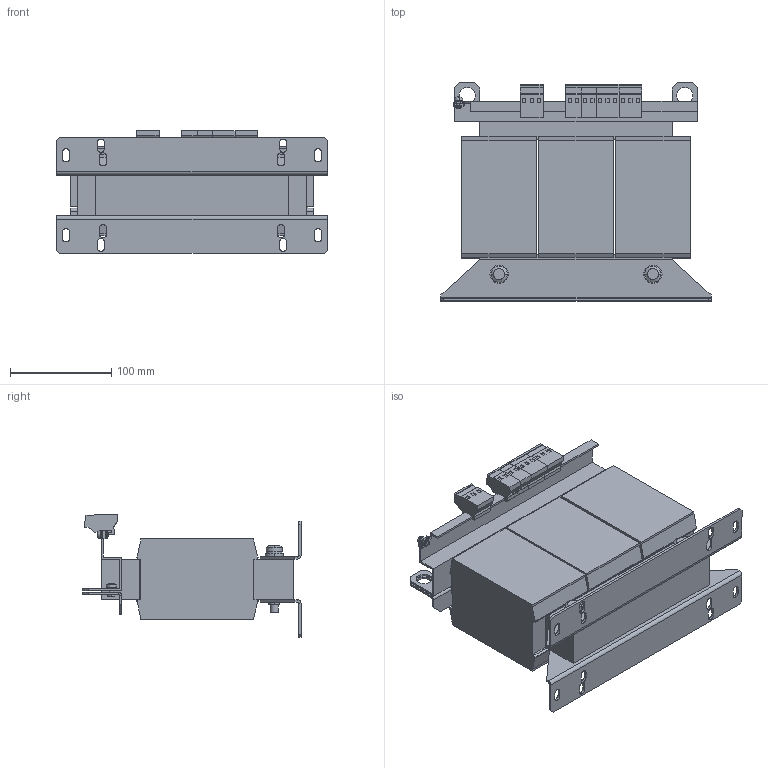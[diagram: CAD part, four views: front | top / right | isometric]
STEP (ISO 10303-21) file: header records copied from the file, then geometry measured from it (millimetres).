
FILE_DESCRIPTION (( 'STEP AP214' ), '1' );
FILE_NAME ('186821.STEP', '2020-05-28T18:44:24', ( '' ), ( '' ), 'SwSTEP 2.0', 'SolidWorks 2018', '' );
FILE_SCHEMA (( 'AUTOMOTIVE_DESIGN' ));
Length unit declared in the file: millimetre
Products named in the file (1): 186821
Bounding box: 267 x 215.5 x 121.5 mm (x, y, z)
Volume: 2794767.6 mm3; surface area: 298127.7 mm2
Topology: 1 solids, 1 shells, 692 faces, 1799 edges, 1140 vertices
Faces by surface type: plane 518, cylinder 138, torus 14, cone 10, sphere 8, bspline 4
Entity records: 21112 total; most frequent: CARTESIAN_POINT 3908, ORIENTED_EDGE 3586, DIRECTION 3478, EDGE_CURVE 1793, VECTOR 1390, LINE 1390, VERTEX_POINT 1140, AXIS2_PLACEMENT_3D 1044
